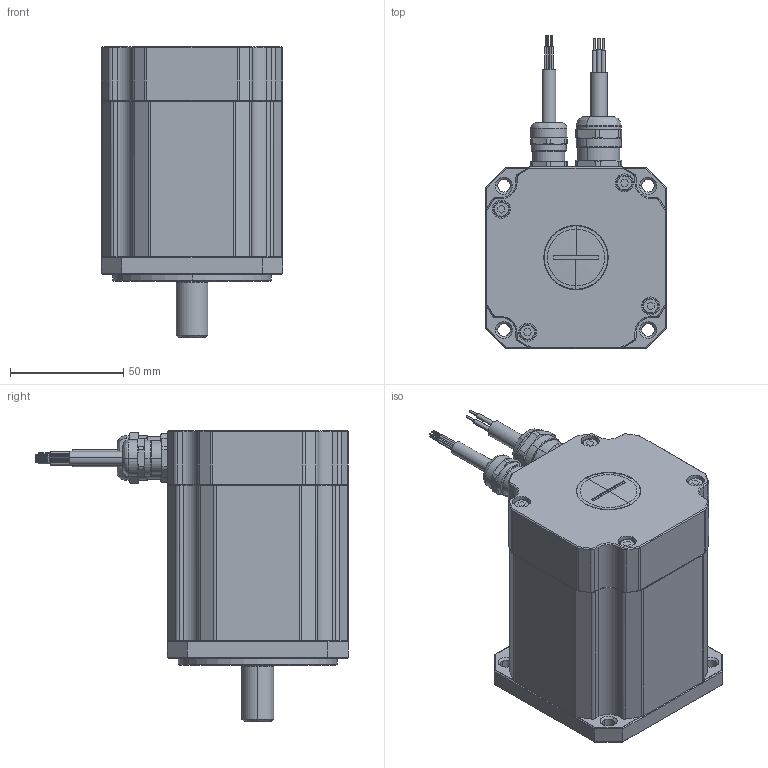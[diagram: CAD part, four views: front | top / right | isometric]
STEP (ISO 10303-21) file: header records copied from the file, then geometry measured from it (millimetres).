
FILE_DESCRIPTION (( 'STEP AP214' ), '1' );
FILE_NAME ('ST-BLDC250.S-xxx.STEP', '2024-05-06T07:29:23', ( '' ), ( '' ), 'SwSTEP 2.0', 'SolidWorks 2023', '' );
FILE_SCHEMA (( 'AUTOMOTIVE_DESIGN' ));
Length unit declared in the file: millimetre
Products named in the file (1): ST-BLDC250.S-xxx
Bounding box: 80 x 138.03 x 128.63 mm (x, y, z)
Volume: 626733.6 mm3; surface area: 175193.5 mm2
Topology: 31 solids, 125 shells, 7732 faces, 18536 edges, 11072 vertices
Faces by surface type: plane 2862, cylinder 2352, cone 2278, torus 192, bspline 48
Entity records: 225881 total; most frequent: DIRECTION 42126, CARTESIAN_POINT 41333, ORIENTED_EDGE 36952, EDGE_CURVE 18476, AXIS2_PLACEMENT_3D 16773, VERTEX_POINT 11072, CIRCLE 9088, VECTOR 8580
